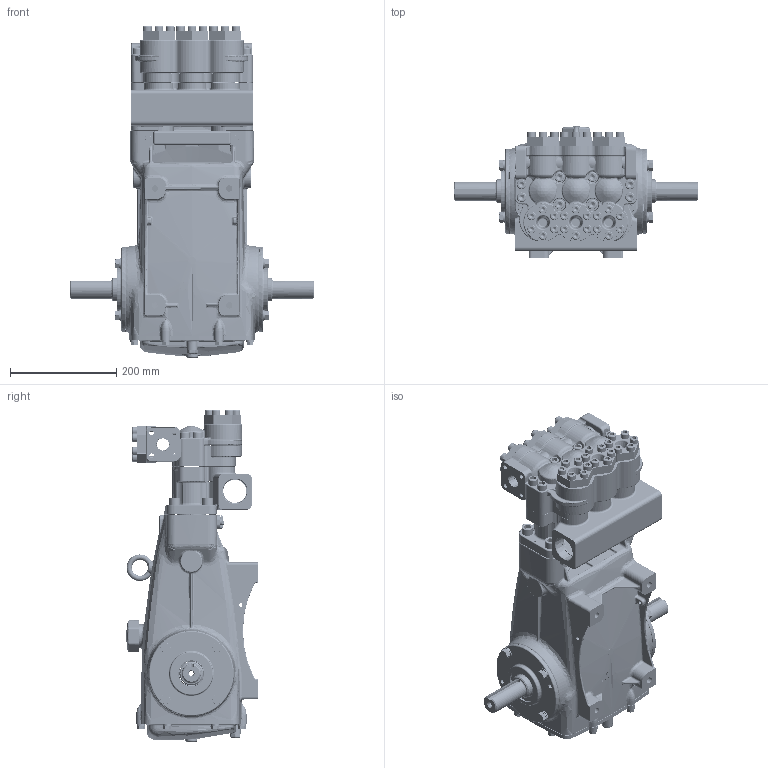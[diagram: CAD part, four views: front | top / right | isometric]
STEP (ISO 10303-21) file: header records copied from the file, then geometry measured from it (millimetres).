
FILE_DESCRIPTION (( 'STEP AP203' ), '1' );
FILE_NAME ('3507C.STEP', '2020-01-29T16:30:24', ( '' ), ( '' ), 'SwSTEP 2.0', 'SolidWorks 2019', '' );
FILE_SCHEMA (( 'CONFIG_CONTROL_DESIGN' ));
Products named in the file (1): 3507C
Bounding box: 460 x 247.5 x 624.89 mm (x, y, z)
Surface area: 935842.6 mm2 (no closed solid volume)
Topology: 0 solids, 127 shells, 3464 faces, 11533 edges, 7693 vertices
Faces by surface type: plane 1100, cylinder 816, bspline 689, cone 469, torus 336, sphere 54
Entity records: 168049 total; most frequent: CARTESIAN_POINT 75821, DIRECTION 18467, ORIENTED_EDGE 18274, EDGE_CURVE 11369, VERTEX_POINT 7689, AXIS2_PLACEMENT_3D 7358, CIRCLE 4582, EDGE_LOOP 3877
